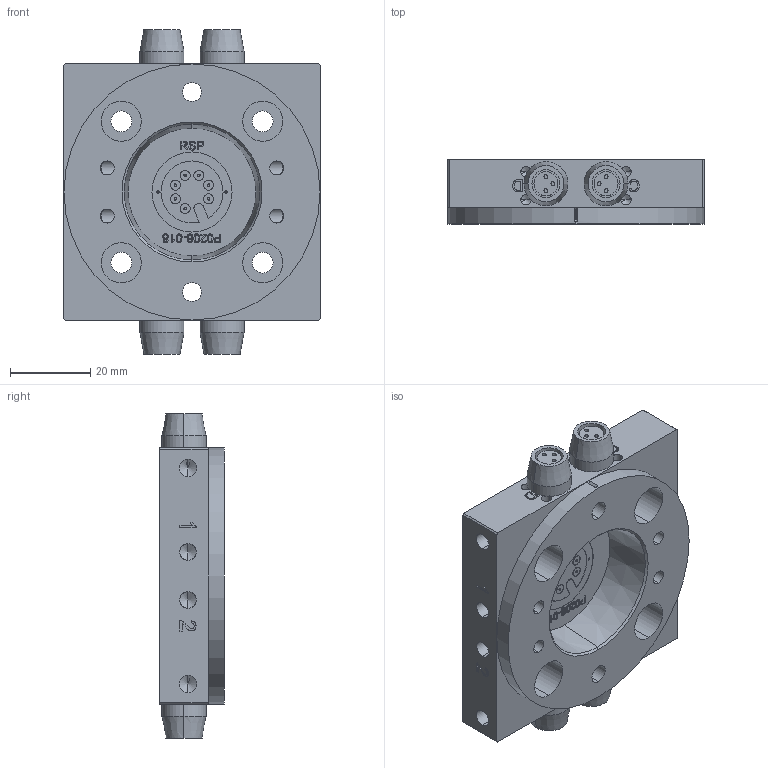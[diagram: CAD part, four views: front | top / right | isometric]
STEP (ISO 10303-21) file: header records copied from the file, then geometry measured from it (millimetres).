
FILE_DESCRIPTION (( 'STEP AP203' ), '1' );
FILE_NAME ('P0109.STEP', '2018-11-27T14:42:48', ( '' ), ( '' ), 'SwSTEP 2.0', 'SolidWorks 2017', '' );
FILE_SCHEMA (( 'CONFIG_CONTROL_DESIGN' ));
Length unit declared in the file: millimetre
Products named in the file (1): P0109
Bounding box: 64 x 16 x 81 mm (x, y, z)
Volume: 45218.7 mm3; surface area: 28450.8 mm2
Topology: 17 solids, 17 shells, 1120 faces, 2815 edges, 1811 vertices
Faces by surface type: plane 451, cylinder 303, bspline 260, cone 98, torus 8
Entity records: 47488 total; most frequent: CARTESIAN_POINT 21907, ORIENTED_EDGE 5550, DIRECTION 4601, EDGE_CURVE 2775, VERTEX_POINT 1811, LINE 1567, VECTOR 1567, AXIS2_PLACEMENT_3D 1517
